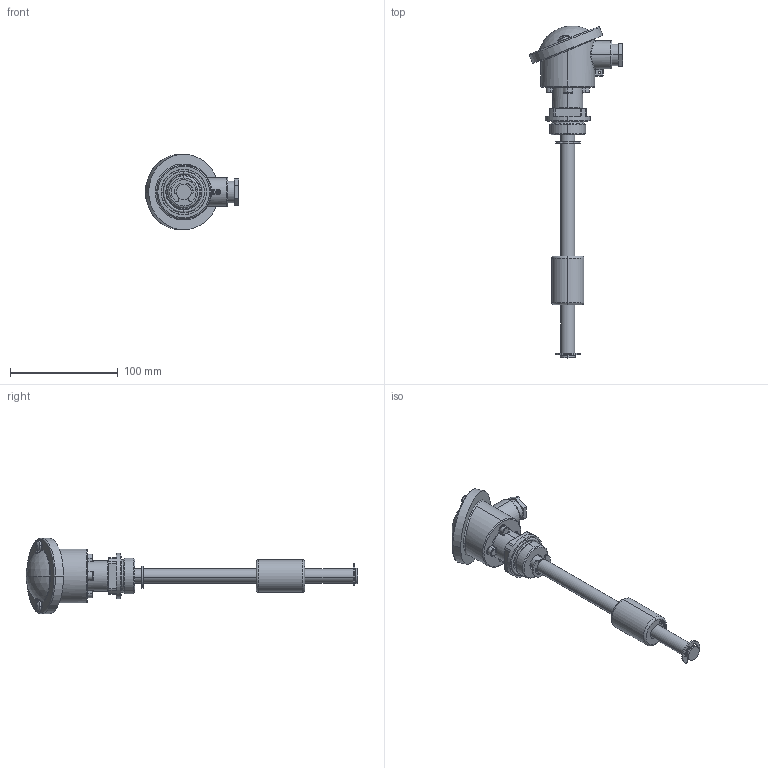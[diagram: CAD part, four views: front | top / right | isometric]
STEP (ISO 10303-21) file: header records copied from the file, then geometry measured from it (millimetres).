
FILE_DESCRIPTION (( 'STEP AP214' ), '1' );
FILE_NAME ('IMRE.STEP', '2020-02-13T09:53:06', ( '' ), ( '' ), 'SwSTEP 2.0', 'SolidWorks 2019', '' );
FILE_SCHEMA (( 'AUTOMOTIVE_DESIGN' ));
Length unit declared in the file: millimetre
Products named in the file (1): IMRE
Bounding box: 86.34 x 307.73 x 70 mm (x, y, z)
Surface area: 45098 mm2 (no closed solid volume)
Topology: 0 solids, 11 shells, 306 faces, 838 edges, 534 vertices
Faces by surface type: cylinder 118, plane 107, torus 42, bspline 23, sphere 12, cone 4
Entity records: 15035 total; most frequent: CARTESIAN_POINT 3870, DIRECTION 1745, ORIENTED_EDGE 1500, EDGE_CURVE 834, AXIS2_PLACEMENT_3D 689, VERTEX_POINT 534, CIRCLE 405, VECTOR 367
